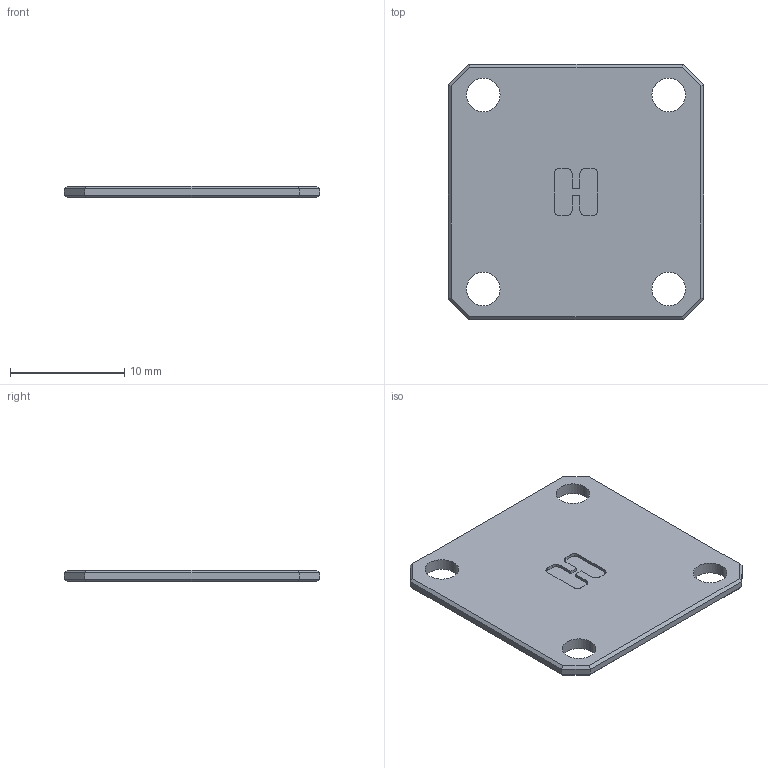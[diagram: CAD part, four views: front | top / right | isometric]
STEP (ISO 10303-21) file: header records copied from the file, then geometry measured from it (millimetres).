
FILE_DESCRIPTION (( 'STEP AP214' ), '1' );
FILE_NAME ('WF-BK-C Rev 1.0, CTRLD.STEP', '2025-07-21T21:36:30', ( '' ), ( '' ), 'SwSTEP 2.0', 'SolidWorks 2021', '' );
FILE_SCHEMA (( 'AUTOMOTIVE_DESIGN' ));
Length unit declared in the file: inch
Products named in the file (1): WF-BK-C Rev 1.0, CTRLD
Bounding box: 22.35 x 22.35 x 1.04 mm (x, y, z)
Volume: 467.2 mm3; surface area: 1044.7 mm2
Topology: 1 solids, 1 shells, 76 faces, 200 edges, 128 vertices
Faces by surface type: plane 44, cylinder 32
Entity records: 2396 total; most frequent: DIRECTION 418, CARTESIAN_POINT 405, ORIENTED_EDGE 400, EDGE_CURVE 200, AXIS2_PLACEMENT_3D 141, LINE 136, VECTOR 136, VERTEX_POINT 128
